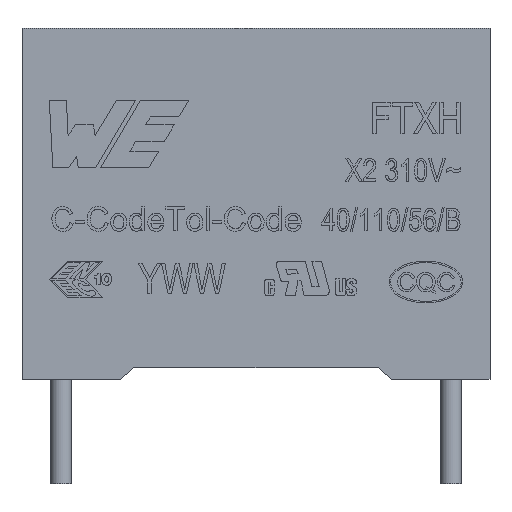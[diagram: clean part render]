
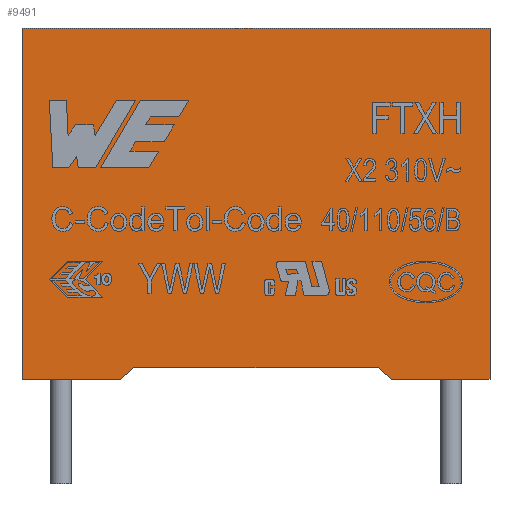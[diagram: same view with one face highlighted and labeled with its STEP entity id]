
A CAD part, front view. The second image highlights one B-rep face of the part: STEP entity #9491.
In plain terms, the highlighted planar face has unit normal (0, -1, 0).
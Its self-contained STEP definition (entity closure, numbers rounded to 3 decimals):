
#408=ORIENTED_EDGE('',*,*,#2998,.T.);
#409=ORIENTED_EDGE('',*,*,#2999,.T.);
#410=ORIENTED_EDGE('',*,*,#2993,.T.);
#411=ORIENTED_EDGE('',*,*,#3000,.T.);
#412=ORIENTED_EDGE('',*,*,#3001,.T.);
#413=ORIENTED_EDGE('',*,*,#3002,.T.);
#414=ORIENTED_EDGE('',*,*,#3003,.T.);
#415=ORIENTED_EDGE('',*,*,#3004,.T.);
#2993=EDGE_CURVE('',#4294,#4293,#5175,.T.);
#2998=EDGE_CURVE('',#4298,#4299,#5180,.T.);
#2999=EDGE_CURVE('',#4299,#4294,#5181,.T.);
#3000=EDGE_CURVE('',#4293,#4300,#5182,.T.);
#3001=EDGE_CURVE('',#4300,#4301,#5183,.T.);
#3002=EDGE_CURVE('',#4301,#4302,#5184,.T.);
#3003=EDGE_CURVE('',#4302,#4303,#5185,.T.);
#3004=EDGE_CURVE('',#4303,#4298,#5186,.T.);
#4293=VERTEX_POINT('',#12921);
#4294=VERTEX_POINT('',#12923);
#4298=VERTEX_POINT('',#12933);
#4299=VERTEX_POINT('',#12934);
#4300=VERTEX_POINT('',#12937);
#4301=VERTEX_POINT('',#12939);
#4302=VERTEX_POINT('',#12941);
#4303=VERTEX_POINT('',#12943);
#5175=LINE('',#12922,#6261);
#5180=LINE('',#12932,#6266);
#5181=LINE('',#12935,#6267);
#5182=LINE('',#12936,#6268);
#5183=LINE('',#12938,#6269);
#5184=LINE('',#12940,#6270);
#5185=LINE('',#12942,#6271);
#5186=LINE('',#12944,#6272);
#6261=VECTOR('',#10749,1000.);
#6266=VECTOR('',#10756,1000.);
#6267=VECTOR('',#10757,1000.);
#6268=VECTOR('',#10758,1000.);
#6269=VECTOR('',#10759,1000.);
#6270=VECTOR('',#10760,1000.);
#6271=VECTOR('',#10761,1000.);
#6272=VECTOR('',#10762,1000.);
#7351=EDGE_LOOP('',(#408,#409,#410,#411,#412,#413,#414,#415));
#7973=FACE_BOUND('',#7351,.T.);
#8585=PLANE('',#10168);
#9491=ADVANCED_FACE('',(#7973),#8585,.T.);
#10168=AXIS2_PLACEMENT_3D('',#12931,#10754,#10755);
#10749=DIRECTION('',(1.,0.,0.));
#10754=DIRECTION('',(0.,-1.,0.));
#10755=DIRECTION('',(0.,0.,-1.));
#10756=DIRECTION('',(1.,0.,0.));
#10757=DIRECTION('',(0.743,0.,-0.669));
#10758=DIRECTION('',(0.,0.,1.));
#10759=DIRECTION('',(-1.,0.,0.));
#10760=DIRECTION('',(0.,0.,-1.));
#10761=DIRECTION('',(1.,0.,0.));
#10762=DIRECTION('',(0.743,0.,0.669));
#12921=CARTESIAN_POINT('',(9.,-3.75,-6.75));
#12922=CARTESIAN_POINT('',(-9.,-3.75,-6.75));
#12923=CARTESIAN_POINT('',(5.2,-3.75,-6.75));
#12931=CARTESIAN_POINT('',(0.,-3.75,0.));
#12932=CARTESIAN_POINT('',(-4.7,-3.75,-6.3));
#12933=CARTESIAN_POINT('',(-4.7,-3.75,-6.3));
#12934=CARTESIAN_POINT('',(4.7,-3.75,-6.3));
#12935=CARTESIAN_POINT('',(4.7,-3.75,-6.3));
#12936=CARTESIAN_POINT('',(9.,-3.75,-6.75));
#12937=CARTESIAN_POINT('',(9.,-3.75,6.75));
#12938=CARTESIAN_POINT('',(9.,-3.75,6.75));
#12939=CARTESIAN_POINT('',(-9.,-3.75,6.75));
#12940=CARTESIAN_POINT('',(-9.,-3.75,6.75));
#12941=CARTESIAN_POINT('',(-9.,-3.75,-6.75));
#12942=CARTESIAN_POINT('',(-9.,-3.75,-6.75));
#12943=CARTESIAN_POINT('',(-5.2,-3.75,-6.75));
#12944=CARTESIAN_POINT('',(-5.2,-3.75,-6.75));
